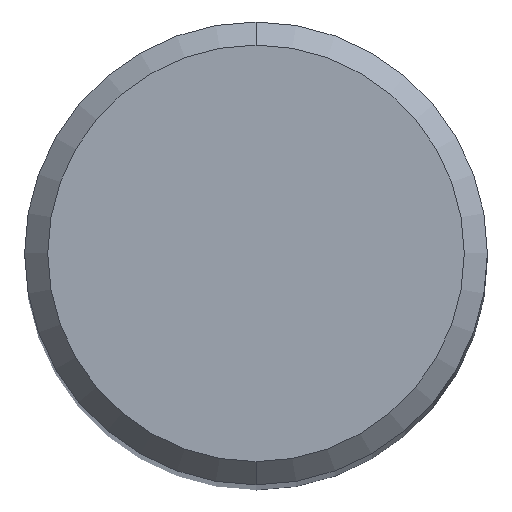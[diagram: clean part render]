
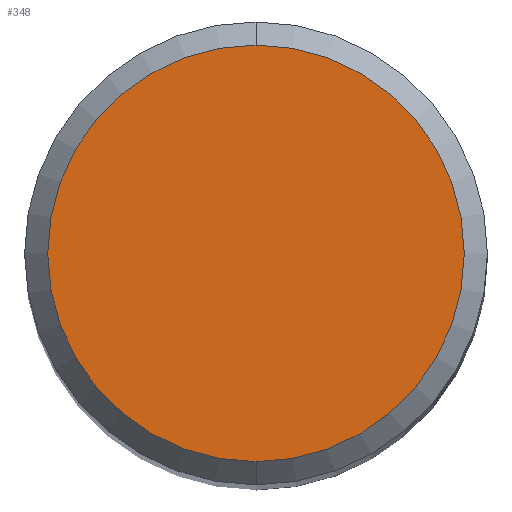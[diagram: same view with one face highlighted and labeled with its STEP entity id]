
A CAD part, top view. The second image highlights one B-rep face of the part: STEP entity #348.
In plain terms, the highlighted planar face has unit normal (0, 0, 1).
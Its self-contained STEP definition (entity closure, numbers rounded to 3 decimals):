
#152=VERTEX_POINT('',#394);
#204=VERTEX_POINT('',#452);
#328=EDGE_CURVE('',#204,#152,#592,.T.);
#348=ADVANCED_FACE('',(#616),#617,.T.);
#362=EDGE_CURVE('',#152,#204,#633,.T.);
#394=CARTESIAN_POINT('',(0.,-5.4,0.0));
#452=CARTESIAN_POINT('',(0.0,5.4,0.0));
#592=CIRCLE('',#914,5.4);
#616=FACE_OUTER_BOUND('',#944,.T.);
#617=PLANE('',#945);
#633=CIRCLE('',#968,5.4);
#914=AXIS2_PLACEMENT_3D('',#1237,#1238,#1239);
#944=EDGE_LOOP('',(#1273,#1274));
#945=AXIS2_PLACEMENT_3D('',#1275,#1276,#1277);
#968=AXIS2_PLACEMENT_3D('',#1295,#1296,#1297);
#1237=CARTESIAN_POINT('',(0.0,0.0,0.0));
#1238=DIRECTION('',(0.0,0.0,-1.0));
#1239=DIRECTION('',(0.0,1.0,0.0));
#1273=ORIENTED_EDGE('',*,*,#328,.F.);
#1274=ORIENTED_EDGE('',*,*,#362,.F.);
#1275=CARTESIAN_POINT('',(0.0,2.7,0.0));
#1276=DIRECTION('',(-0.0,0.0,1.0));
#1277=DIRECTION('',(0.0,-1.0,0.0));
#1295=CARTESIAN_POINT('',(0.0,0.0,0.0));
#1296=DIRECTION('',(0.0,0.0,-1.0));
#1297=DIRECTION('',(0.0,1.0,0.0));
